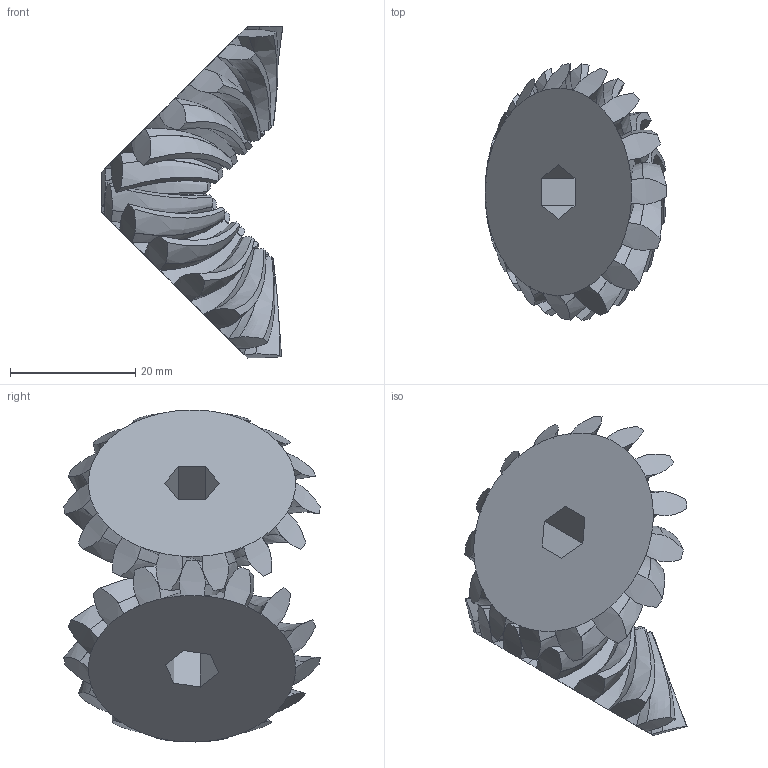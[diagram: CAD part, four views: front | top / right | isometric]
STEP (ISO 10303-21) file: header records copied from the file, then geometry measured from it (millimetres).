
FILE_DESCRIPTION(/* description */ (''),/* implementation_level */ '2;1');
FILE_NAME(/* name */ 'Spiral Bevel Gears to Provid v2.step',/* time_stamp */ '2024-08-03T13:52:39+10:00',/* author */ (''),/* organization */ (''),/* preprocessor_version */ 'ST-DEVELOPER v20',/* originating_system */ 'Autodesk Translation Framework v13.14.0.145',/* authorisation */ '');
FILE_SCHEMA (('AUTOMOTIVE_DESIGN { 1 0 10303 214 3 1 1 }'));
Length unit declared in the file: millimetre
Products named in the file (3): Spiral Bevel Gears to Provid; 15T; 15T(Mirror) (1)
Assembly tree (2 placements, depth 2):
  Spiral Bevel Gears to Provid
    15T
    15T(Mirror) (1)
Bounding box: 29.02 x 40.94 x 53.03 mm (x, y, z)
Volume: 14964.5 mm3; surface area: 9100.3 mm2
Topology: 2 solids, 2 shells, 290 faces, 858 edges, 572 vertices
Faces by surface type: bspline 210, plane 46, cone 34
Entity records: 21170 total; most frequent: CARTESIAN_POINT 15057, ORIENTED_EDGE 1716, EDGE_CURVE 858, B_SPLINE_CURVE_WITH_KNOTS 604, VERTEX_POINT 572, DIRECTION 518, EDGE_LOOP 294, FACE_OUTER_BOUND 290
